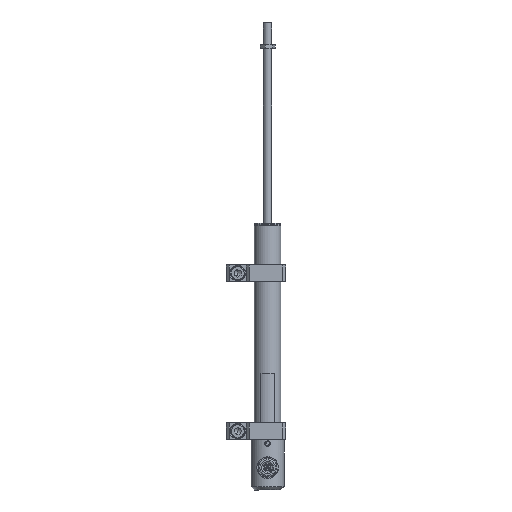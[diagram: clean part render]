
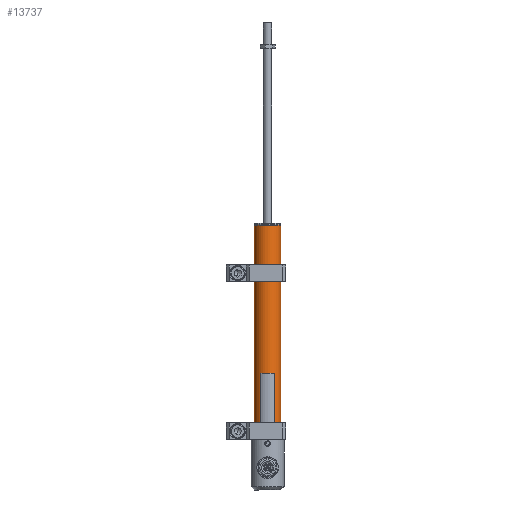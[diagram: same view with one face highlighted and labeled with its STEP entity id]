
A CAD part, front view. The second image highlights one B-rep face of the part: STEP entity #13737.
In plain terms, the highlighted cylindrical face has radius 8 mm (diameter 16 mm), a partial arc.
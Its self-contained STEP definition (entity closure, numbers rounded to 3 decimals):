
#10727 = CIRCLE ( 'NONE', #10777, 8. ) ;
#10736 = CARTESIAN_POINT ( 'NONE',  ( 0., 0., -129.5 ) ) ;
#10757 = LINE ( 'NONE', #10802, #10793 ) ;
#10775 = DIRECTION ( 'NONE',  ( -1., 0., 0. ) ) ;
#10776 = DIRECTION ( 'NONE',  ( 0., 0., 1. ) ) ;
#10777 = AXIS2_PLACEMENT_3D ( 'NONE', #10736, #10776, #10775 ) ;
#10793 = VECTOR ( 'NONE', #10801, 1000. ) ;
#10801 = DIRECTION ( 'NONE',  ( 0., 0., 1. ) ) ;
#10802 = CARTESIAN_POINT ( 'NONE',  ( 8., 0., -138.7 ) ) ;
#10826 = CYLINDRICAL_SURFACE ( 'NONE', #10827, 8. ) ;
#10827 = AXIS2_PLACEMENT_3D ( 'NONE', #10867, #10866, #10869 ) ;
#10831 = FACE_OUTER_BOUND ( 'NONE', #13744, .T. ) ;
#10832 = CARTESIAN_POINT ( 'NONE',  ( -8., 0., -129.5 ) ) ;
#10834 = DIRECTION ( 'NONE',  ( 1., 0., 0. ) ) ;
#10835 = DIRECTION ( 'NONE',  ( 0., 0., -1. ) ) ;
#10836 = CARTESIAN_POINT ( 'NONE',  ( 0., 0., -0.15 ) ) ;
#10847 = AXIS2_PLACEMENT_3D ( 'NONE', #10836, #10835, #10834 ) ;
#10853 = CARTESIAN_POINT ( 'NONE',  ( -8., 0., -0.15 ) ) ;
#10855 = DIRECTION ( 'NONE',  ( 0., 0., 1. ) ) ;
#10856 = VECTOR ( 'NONE', #10855, 1000. ) ;
#10857 = CARTESIAN_POINT ( 'NONE',  ( -8., 0., -138.7 ) ) ;
#10862 = LINE ( 'NONE', #10857, #10856 ) ;
#10863 = CIRCLE ( 'NONE', #10847, 8. ) ;
#10866 = DIRECTION ( 'NONE',  ( 0., 0., 1. ) ) ;
#10867 = CARTESIAN_POINT ( 'NONE',  ( 0., 0., -138.7 ) ) ;
#10869 = DIRECTION ( 'NONE',  ( 1., 0., 0. ) ) ;
#10880 = CARTESIAN_POINT ( 'NONE',  ( 8., 0., -129.5 ) ) ;
#10910 = CARTESIAN_POINT ( 'NONE',  ( 8., 0., -0.15 ) ) ;
#13646 = ORIENTED_EDGE ( 'NONE', *, *, #13727, .T. ) ;
#13716 = EDGE_CURVE ( 'NONE', #13732, #13982, #10727, .T. ) ;
#13724 = ORIENTED_EDGE ( 'NONE', *, *, #13716, .T. ) ;
#13725 = ORIENTED_EDGE ( 'NONE', *, *, #13740, .F. ) ;
#13727 = EDGE_CURVE ( 'NONE', #13982, #13984, #10757, .T. ) ;
#13732 = VERTEX_POINT ( 'NONE', #10832 ) ;
#13737 = ADVANCED_FACE ( 'NONE', ( #10831 ), #10826, .T. ) ;
#13740 = EDGE_CURVE ( 'NONE', #13732, #13747, #10862, .T. ) ;
#13743 = ORIENTED_EDGE ( 'NONE', *, *, #13746, .T. ) ;
#13744 = EDGE_LOOP ( 'NONE', ( #13725, #13724, #13646, #13743 ) ) ;
#13746 = EDGE_CURVE ( 'NONE', #13984, #13747, #10863, .T. ) ;
#13747 = VERTEX_POINT ( 'NONE', #10853 ) ;
#13982 = VERTEX_POINT ( 'NONE', #10880 ) ;
#13984 = VERTEX_POINT ( 'NONE', #10910 ) ;
